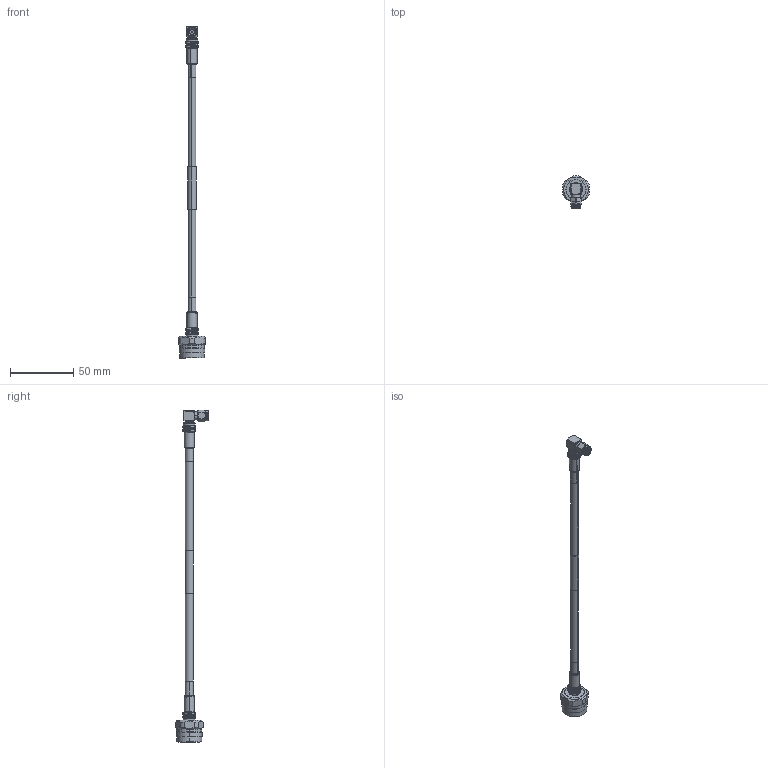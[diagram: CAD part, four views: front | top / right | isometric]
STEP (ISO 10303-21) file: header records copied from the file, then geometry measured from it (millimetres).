
FILE_DESCRIPTION (( 'STEP AP214' ), '1' );
FILE_NAME ('FMC00420_3D.step', '2024-01-19T19:40:39', ( '' ), ( '' ), 'SwSTEP 2.0', 'SolidWorks 2022', '' );
FILE_SCHEMA (( 'AUTOMOTIVE_DESIGN' ));
Length unit declared in the file: inch
Products named in the file (10): Copy (3) of Heatshrink_LMR-240-3_240177^FMC00420; FMC00420_3D; Copy of EZ-240-SM-RA-X_body^Copy of EZ-240-SM-RA-X_FMC00420; Copy of TC-240-NMH-X^FMC00420; Copy of EZ-240-SM-RA-X^FMC00420; Copy of TC-240-NMH-X_body^Copy of TC-240-NMH-X_FMC00420; Copy of Cable_LMR-240_240177^FMC00420_WITH LABEL; Copy of TC-240-NMH-X_c-contact^Copy of TC-240-NMH-X_FMC00420; Copy of EZ-240-SM-RA-X_ferrule^Copy of EZ-240-SM-RA-X_FMC00420; Copy of TC-240-NMH-X_ferrule^Copy of TC-240-NMH-X_FMC00420
Assembly tree (10 placements, depth 3):
  FMC00420_3D
    Copy of Cable_LMR-240_240177^FMC00420_WITH LABEL
    Copy (3) of Heatshrink_LMR-240-3_240177^FMC00420  x2
    Copy of EZ-240-SM-RA-X^FMC00420
      Copy of EZ-240-SM-RA-X_body^Copy of EZ-240-SM-RA-X_FMC00420
      Copy of EZ-240-SM-RA-X_ferrule^Copy of EZ-240-SM-RA-X_FMC00420
    Copy of TC-240-NMH-X^FMC00420
      Copy of TC-240-NMH-X_body^Copy of TC-240-NMH-X_FMC00420
      Copy of TC-240-NMH-X_c-contact^Copy of TC-240-NMH-X_FMC00420
      Copy of TC-240-NMH-X_ferrule^Copy of TC-240-NMH-X_FMC00420
Bounding box: 20.54 x 26.19 x 261.5 mm (x, y, z)
Volume: 14867.7 mm3; surface area: 11951.5 mm2
Topology: 8 solids, 8 shells, 520 faces, 1177 edges, 714 vertices
Faces by surface type: cylinder 144, plane 130, cone 128, bspline 68, torus 48, sphere 2
Entity records: 15644 total; most frequent: CARTESIAN_POINT 4839, ORIENTED_EDGE 2170, DIRECTION 2102, EDGE_CURVE 1085, AXIS2_PLACEMENT_3D 881, VERTEX_POINT 670, EDGE_LOOP 529, FACE_OUTER_BOUND 476
